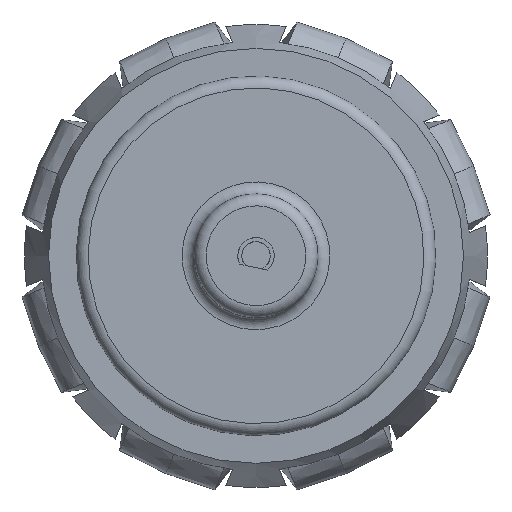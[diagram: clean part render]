
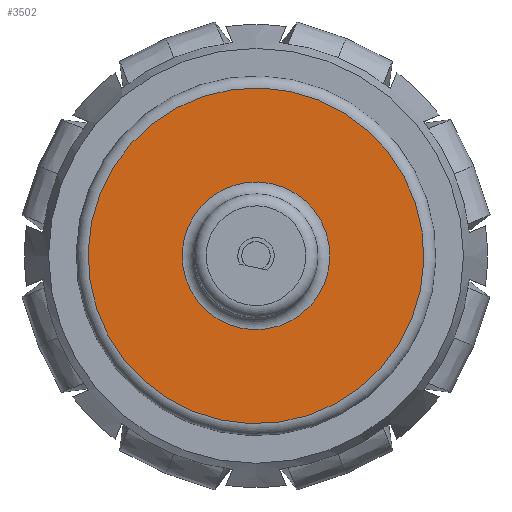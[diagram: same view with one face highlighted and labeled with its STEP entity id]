
A CAD part, top view. The second image highlights one B-rep face of the part: STEP entity #3502.
In plain terms, the highlighted face is planar.
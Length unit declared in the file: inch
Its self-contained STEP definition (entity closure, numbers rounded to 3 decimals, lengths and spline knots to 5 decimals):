
#141=FACE_BOUND($,#646,.T.);
#414=FACE_OUTER_BOUND($,#645,.T.);
#645=EDGE_LOOP($,(#2929));
#646=EDGE_LOOP($,(#2930));
#860=CIRCLE($,#3855,0.308);
#861=CIRCLE($,#3857,0.7);
#1689=VERTEX_POINT($,#5853);
#1690=VERTEX_POINT($,#5856);
#2131=EDGE_CURVE($,#1689,#1689,#860,.T.);
#2132=EDGE_CURVE($,#1690,#1690,#861,.T.);
#2929=ORIENTED_EDGE($,*,*,#2132,.F.);
#2930=ORIENTED_EDGE($,*,*,#2131,.F.);
#3321=PLANE($,#3856);
#3502=ADVANCED_FACE($,(#414,#141),#3321,.F.);
#3855=AXIS2_PLACEMENT_3D($,#5854,#4725,#4726);
#3856=AXIS2_PLACEMENT_3D($,#5855,#4727,#4728);
#3857=AXIS2_PLACEMENT_3D($,#5857,#4729,#4730);
#4725=DIRECTION('center_axis',(0.,0.,-1.));
#4726=DIRECTION('ref_axis',(1.,0.,0.));
#4727=DIRECTION('center_axis',(0.,0.,1.));
#4728=DIRECTION('ref_axis',(1.,0.,0.));
#4729=DIRECTION('center_axis',(0.,0.,1.));
#4730=DIRECTION('ref_axis',(-1.,0.,0.));
#5853=CARTESIAN_POINT('',(-0.308,0.,0.));
#5854=CARTESIAN_POINT('Origin',(0.,0.,0.));
#5855=CARTESIAN_POINT('Origin',(0.,0.,
0.));
#5856=CARTESIAN_POINT('',(0.7,0.,0.));
#5857=CARTESIAN_POINT('Origin',(0.,0.,0.));
